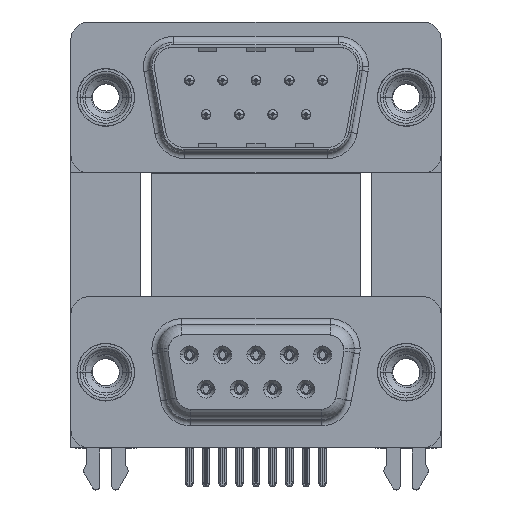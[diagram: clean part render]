
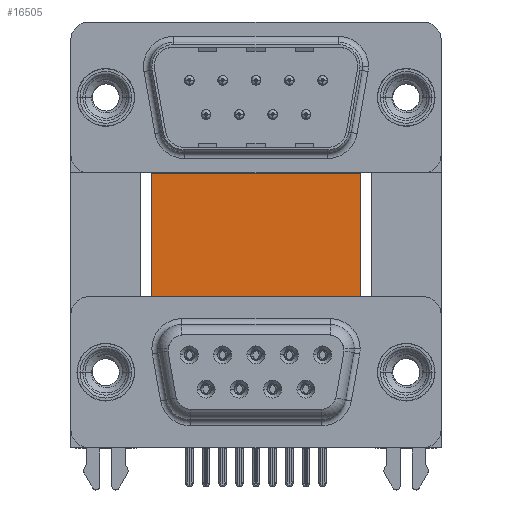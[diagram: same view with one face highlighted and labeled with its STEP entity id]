
A CAD part, top view. The second image highlights one B-rep face of the part: STEP entity #16505.
In plain terms, the highlighted planar face has unit normal (0, 0, 1).
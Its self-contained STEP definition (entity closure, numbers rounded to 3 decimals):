
#102 = LINE ( 'NONE', #39074, #34091 ) ;
#114 = ORIENTED_EDGE ( 'NONE', *, *, #13608, .T. ) ;
#351 = VECTOR ( 'NONE', #733, 1000. ) ;
#506 = VERTEX_POINT ( 'NONE', #15533 ) ;
#667 = LINE ( 'NONE', #9556, #5190 ) ;
#733 = DIRECTION ( 'NONE',  ( 1., 0., 0. ) ) ;
#1490 = VERTEX_POINT ( 'NONE', #19020 ) ;
#2067 = LINE ( 'NONE', #26182, #21532 ) ;
#2564 = ORIENTED_EDGE ( 'NONE', *, *, #29361, .T. ) ;
#2746 = VERTEX_POINT ( 'NONE', #25951 ) ;
#2868 = CARTESIAN_POINT ( 'NONE',  ( 21.2, 16.585, -12. ) ) ;
#3772 = LINE ( 'NONE', #9886, #38699 ) ;
#3841 = DIRECTION ( 'NONE',  ( 0., -1., 0. ) ) ;
#4308 = EDGE_CURVE ( 'NONE', #2746, #31192, #667, .T. ) ;
#5190 = VECTOR ( 'NONE', #3841, 1000. ) ;
#5310 = DIRECTION ( 'NONE',  ( 0., 1., 0. ) ) ;
#5608 = VECTOR ( 'NONE', #26780, 1000. ) ;
#5930 = EDGE_CURVE ( 'NONE', #1490, #28809, #30334, .T. ) ;
#7798 = VERTEX_POINT ( 'NONE', #17406 ) ;
#8213 = EDGE_CURVE ( 'NONE', #29139, #8989, #29237, .T. ) ;
#8243 = CARTESIAN_POINT ( 'NONE',  ( 2.9, -3.735, -12. ) ) ;
#8989 = VERTEX_POINT ( 'NONE', #11725 ) ;
#9073 = DIRECTION ( 'NONE',  ( 1., 0., 0. ) ) ;
#9426 = CARTESIAN_POINT ( 'NONE',  ( 3.79, 16.585, -12. ) ) ;
#9556 = CARTESIAN_POINT ( 'NONE',  ( 3.79, 16.585, -12. ) ) ;
#9568 = CARTESIAN_POINT ( 'NONE',  ( 3.79, 16.585, -12. ) ) ;
#9886 = CARTESIAN_POINT ( 'NONE',  ( 22.09, -4.635, -12. ) ) ;
#10735 = EDGE_LOOP ( 'NONE', ( #24625, #20038, #31574, #25422, #38099, #28732, #23725, #31867, #114, #2564 ) ) ;
#11124 = CARTESIAN_POINT ( 'NONE',  ( 3.79, -0.735, -12. ) ) ;
#11725 = CARTESIAN_POINT ( 'NONE',  ( 22.09, -3.735, -12. ) ) ;
#11839 = CARTESIAN_POINT ( 'NONE',  ( 2.9, -4.635, -12. ) ) ;
#12447 = DIRECTION ( 'NONE',  ( 1., 0., 0. ) ) ;
#13608 = EDGE_CURVE ( 'NONE', #18552, #7798, #30806, .T. ) ;
#13619 = DIRECTION ( 'NONE',  ( 1., 0., 0. ) ) ;
#15288 = DIRECTION ( 'NONE',  ( -0.336, -0.942, 0. ) ) ;
#15533 = CARTESIAN_POINT ( 'NONE',  ( 22.09, -4.635, -12. ) ) ;
#16505 = ADVANCED_FACE ( 'NONE', ( #24610 ), #36485, .F. ) ;
#16537 = EDGE_CURVE ( 'NONE', #31192, #18552, #102, .T. ) ;
#16983 = AXIS2_PLACEMENT_3D ( 'NONE', #9568, #27180, #32909 ) ;
#17211 = CARTESIAN_POINT ( 'NONE',  ( 2.4, -4.635, -12. ) ) ;
#17406 = CARTESIAN_POINT ( 'NONE',  ( 2.9, -4.635, -12. ) ) ;
#18061 = CARTESIAN_POINT ( 'NONE',  ( 21.2, 16.585, -12. ) ) ;
#18552 = VERTEX_POINT ( 'NONE', #17211 ) ;
#19020 = CARTESIAN_POINT ( 'NONE',  ( 22.59, -4.635, -12. ) ) ;
#19571 = CARTESIAN_POINT ( 'NONE',  ( 3.79, -3.735, -12. ) ) ;
#20038 = ORIENTED_EDGE ( 'NONE', *, *, #34991, .T. ) ;
#21052 = DIRECTION ( 'NONE',  ( -0.336, 0.942, 0. ) ) ;
#21532 = VECTOR ( 'NONE', #22439, 1000. ) ;
#22154 = CARTESIAN_POINT ( 'NONE',  ( 2.9, -3.735, -12. ) ) ;
#22439 = DIRECTION ( 'NONE',  ( 0., -1., 0. ) ) ;
#22871 = EDGE_CURVE ( 'NONE', #2746, #36508, #33167, .T. ) ;
#23725 = ORIENTED_EDGE ( 'NONE', *, *, #4308, .T. ) ;
#24610 = FACE_OUTER_BOUND ( 'NONE', #10735, .T. ) ;
#24625 = ORIENTED_EDGE ( 'NONE', *, *, #8213, .T. ) ;
#24889 = VECTOR ( 'NONE', #9073, 1000. ) ;
#25260 = EDGE_CURVE ( 'NONE', #36508, #28809, #30325, .T. ) ;
#25422 = ORIENTED_EDGE ( 'NONE', *, *, #5930, .T. ) ;
#25951 = CARTESIAN_POINT ( 'NONE',  ( 3.79, 16.585, -12. ) ) ;
#26182 = CARTESIAN_POINT ( 'NONE',  ( 22.09, -3.735, -12. ) ) ;
#26780 = DIRECTION ( 'NONE',  ( 0., -1., 0. ) ) ;
#27180 = DIRECTION ( 'NONE',  ( 0., 0., -1. ) ) ;
#27743 = CARTESIAN_POINT ( 'NONE',  ( 21.2, -0.735, -12. ) ) ;
#28732 = ORIENTED_EDGE ( 'NONE', *, *, #22871, .F. ) ;
#28809 = VERTEX_POINT ( 'NONE', #27743 ) ;
#29139 = VERTEX_POINT ( 'NONE', #22154 ) ;
#29237 = LINE ( 'NONE', #19571, #31199 ) ;
#29361 = EDGE_CURVE ( 'NONE', #7798, #29139, #32365, .T. ) ;
#30325 = LINE ( 'NONE', #2868, #5608 ) ;
#30334 = LINE ( 'NONE', #38670, #32176 ) ;
#30806 = LINE ( 'NONE', #11839, #24889 ) ;
#31192 = VERTEX_POINT ( 'NONE', #11124 ) ;
#31199 = VECTOR ( 'NONE', #13619, 1000. ) ;
#31574 = ORIENTED_EDGE ( 'NONE', *, *, #37148, .T. ) ;
#31867 = ORIENTED_EDGE ( 'NONE', *, *, #16537, .T. ) ;
#32176 = VECTOR ( 'NONE', #21052, 1000. ) ;
#32365 = LINE ( 'NONE', #8243, #33335 ) ;
#32909 = DIRECTION ( 'NONE',  ( -1., 0., 0. ) ) ;
#33167 = LINE ( 'NONE', #9426, #351 ) ;
#33335 = VECTOR ( 'NONE', #5310, 1000. ) ;
#34091 = VECTOR ( 'NONE', #15288, 1000. ) ;
#34991 = EDGE_CURVE ( 'NONE', #8989, #506, #2067, .T. ) ;
#36485 = PLANE ( 'NONE',  #16983 ) ;
#36508 = VERTEX_POINT ( 'NONE', #18061 ) ;
#37148 = EDGE_CURVE ( 'NONE', #506, #1490, #3772, .T. ) ;
#38099 = ORIENTED_EDGE ( 'NONE', *, *, #25260, .F. ) ;
#38670 = CARTESIAN_POINT ( 'NONE',  ( 22.59, -4.635, -12. ) ) ;
#38699 = VECTOR ( 'NONE', #12447, 1000. ) ;
#39074 = CARTESIAN_POINT ( 'NONE',  ( 2.4, -4.635, -12. ) ) ;
